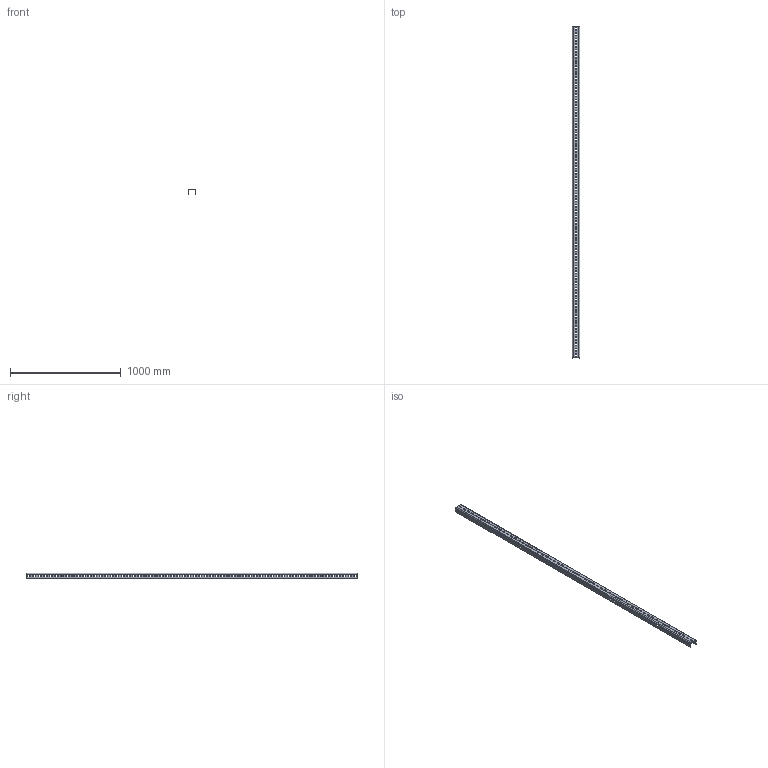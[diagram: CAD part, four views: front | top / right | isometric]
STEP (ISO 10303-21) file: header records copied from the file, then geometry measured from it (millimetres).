
FILE_DESCRIPTION((''),'2;1');
FILE_NAME('616330_PRT','2018-12-05T15:35:41',('tomasz.grudniewski'),(''),'CREO PARAMETRIC BY PTC INC, 2018260','CREO PARAMETRIC BY PTC INC, 2018260','');
FILE_SCHEMA(('CONFIG_CONTROL_DESIGN'));
Length unit declared in the file: millimetre
Products named in the file (1): 616330_PRT
Bounding box: 70 x 3000 x 50 mm (x, y, z)
Volume: 1627507.4 mm3; surface area: 892893.8 mm2
Topology: 1 solids, 1 shells, 742 faces, 2204 edges, 1464 vertices
Faces by surface type: plane 378, cylinder 364
Entity records: 25786 total; most frequent: DIRECTION 4416, CARTESIAN_POINT 4410, ORIENTED_EDGE 4408, EDGE_CURVE 2204, VECTOR 1476, LINE 1476, AXIS2_PLACEMENT_3D 1470, VERTEX_POINT 1464
